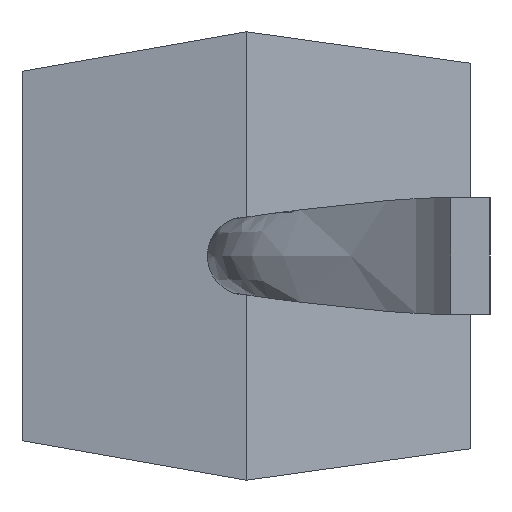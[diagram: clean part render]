
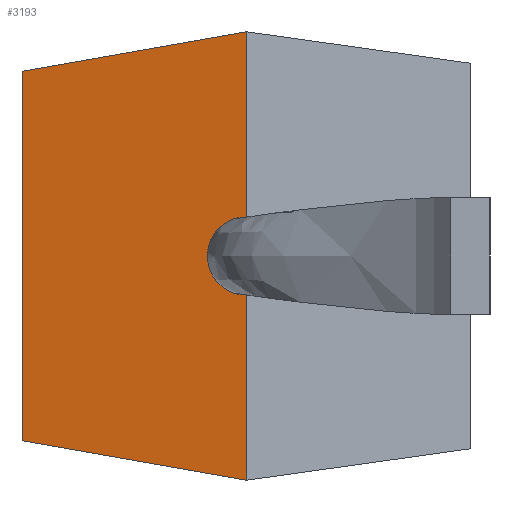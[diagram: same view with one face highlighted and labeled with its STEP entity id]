
A CAD part, left-side view. The second image highlights one B-rep face of the part: STEP entity #3193.
In plain terms, the highlighted planar face has unit normal (-0.985, 0.174, 0).
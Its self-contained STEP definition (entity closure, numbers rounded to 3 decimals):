
#45 = EDGE_LOOP ( 'NONE', ( #716, #1850, #3668, #1117 ) ) ;
#61 = EDGE_CURVE ( 'NONE', #2492, #1599, #280, .T. ) ;
#85 = DIRECTION ( 'NONE',  ( 0., 0., 1. ) ) ;
#280 = LINE ( 'NONE', #1691, #3030 ) ;
#287 = DIRECTION ( 'NONE',  ( -0.171, -0.97, 0.171 ) ) ;
#442 = DIRECTION ( 'NONE',  ( -0.985, 0.174, 0. ) ) ;
#672 = VECTOR ( 'NONE', #287, 1000. ) ;
#688 = DIRECTION ( 'NONE',  ( 0., 0., 1. ) ) ;
#690 = EDGE_CURVE ( 'NONE', #2492, #3147, #3376, .T. ) ;
#716 = ORIENTED_EDGE ( 'NONE', *, *, #3061, .T. ) ;
#926 = VECTOR ( 'NONE', #688, 1000. ) ;
#992 = CARTESIAN_POINT ( 'NONE',  ( -5.8, 0.055, -1.15 ) ) ;
#1117 = ORIENTED_EDGE ( 'NONE', *, *, #690, .T. ) ;
#1244 = CARTESIAN_POINT ( 'NONE',  ( -5.597, 1.205, -0.947 ) ) ;
#1369 = AXIS2_PLACEMENT_3D ( 'NONE', #2666, #442, #3608 ) ;
#1599 = VERTEX_POINT ( 'NONE', #3124 ) ;
#1691 = CARTESIAN_POINT ( 'NONE',  ( -5.597, 1.205, -1.15 ) ) ;
#1803 = CARTESIAN_POINT ( 'NONE',  ( -5.8, 0.055, -1.15 ) ) ;
#1850 = ORIENTED_EDGE ( 'NONE', *, *, #3711, .F. ) ;
#2012 = VERTEX_POINT ( 'NONE', #2608 ) ;
#2033 = PLANE ( 'NONE',  #1369 ) ;
#2222 = LINE ( 'NONE', #992, #926 ) ;
#2439 = DIRECTION ( 'NONE',  ( -0.171, -0.97, -0.171 ) ) ;
#2492 = VERTEX_POINT ( 'NONE', #1244 ) ;
#2527 = CARTESIAN_POINT ( 'NONE',  ( -5.8, 0.055, 1.15 ) ) ;
#2608 = CARTESIAN_POINT ( 'NONE',  ( -5.8, 0.055, 1.15 ) ) ;
#2666 = CARTESIAN_POINT ( 'NONE',  ( -5.8, 0.055, -1.15 ) ) ;
#3030 = VECTOR ( 'NONE', #85, 1000. ) ;
#3061 = EDGE_CURVE ( 'NONE', #3147, #2012, #2222, .T. ) ;
#3124 = CARTESIAN_POINT ( 'NONE',  ( -5.597, 1.205, 0.947 ) ) ;
#3147 = VERTEX_POINT ( 'NONE', #3518 ) ;
#3193 = ADVANCED_FACE ( 'NONE', ( #3482 ), #2033, .T. ) ;
#3229 = VECTOR ( 'NONE', #2439, 1000. ) ;
#3376 = LINE ( 'NONE', #1803, #3229 ) ;
#3482 = FACE_OUTER_BOUND ( 'NONE', #45, .T. ) ;
#3518 = CARTESIAN_POINT ( 'NONE',  ( -5.8, 0.055, -1.15 ) ) ;
#3608 = DIRECTION ( 'NONE',  ( -0.174, -0.985, 0. ) ) ;
#3668 = ORIENTED_EDGE ( 'NONE', *, *, #61, .F. ) ;
#3711 = EDGE_CURVE ( 'NONE', #1599, #2012, #4080, .T. ) ;
#4080 = LINE ( 'NONE', #2527, #672 ) ;
